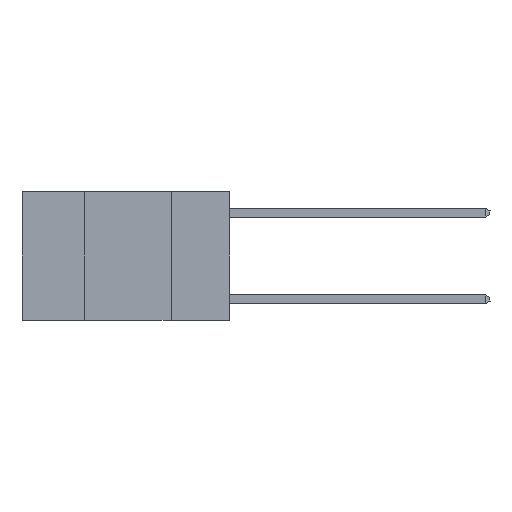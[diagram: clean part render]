
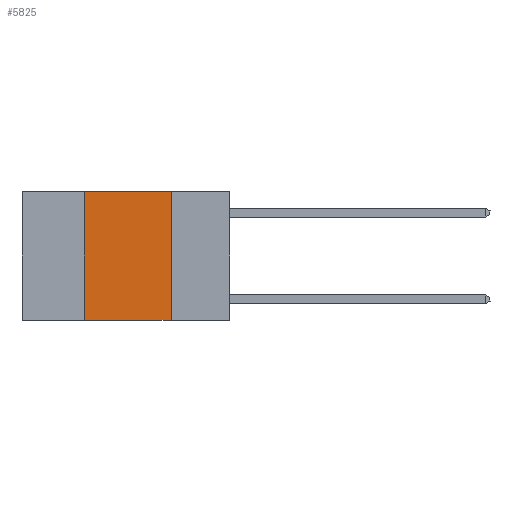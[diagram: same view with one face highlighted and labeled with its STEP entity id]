
A CAD part, left-side view. The second image highlights one B-rep face of the part: STEP entity #5825.
In plain terms, the highlighted planar face has unit normal (-1, 0, 0).
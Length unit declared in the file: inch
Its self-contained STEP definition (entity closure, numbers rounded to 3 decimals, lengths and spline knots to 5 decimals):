
#1085 = DIRECTION ( 'NONE',  ( 0., 0., -1. ) ) ;
#2187 = VERTEX_POINT ( 'NONE', #12360 ) ;
#3125 = DIRECTION ( 'NONE',  ( 0., 0., -1. ) ) ;
#4167 = ORIENTED_EDGE ( 'NONE', *, *, #15722, .F. ) ;
#4271 = CARTESIAN_POINT ( 'NONE',  ( 0., 0.6, -0.37 ) ) ;
#4360 = EDGE_LOOP ( 'NONE', ( #17584, #4167, #15680, #7721 ) ) ;
#4498 = EDGE_CURVE ( 'NONE', #11454, #2187, #7783, .T. ) ;
#5816 = LINE ( 'NONE', #4271, #9111 ) ;
#5825 = ADVANCED_FACE ( 'NONE', ( #11326 ), #6219, .F. ) ;
#6219 = PLANE ( 'NONE',  #21289 ) ;
#6960 = VECTOR ( 'NONE', #18258, 39.37008 ) ;
#7721 = ORIENTED_EDGE ( 'NONE', *, *, #16025, .T. ) ;
#7783 = LINE ( 'NONE', #16331, #17365 ) ;
#9111 = VECTOR ( 'NONE', #19577, 39.37008 ) ;
#9674 = CARTESIAN_POINT ( 'NONE',  ( 0., 0.17, 0. ) ) ;
#11204 = CARTESIAN_POINT ( 'NONE',  ( 0., 0.6, 0. ) ) ;
#11326 = FACE_OUTER_BOUND ( 'NONE', #4360, .T. ) ;
#11367 = CARTESIAN_POINT ( 'NONE',  ( 0., 0.17, 0. ) ) ;
#11454 = VERTEX_POINT ( 'NONE', #19788 ) ;
#11723 = CARTESIAN_POINT ( 'NONE',  ( 0., 0.6, 0. ) ) ;
#12360 = CARTESIAN_POINT ( 'NONE',  ( 0., 0.42, 0. ) ) ;
#14330 = CARTESIAN_POINT ( 'NONE',  ( 0., 0.17, -0.37 ) ) ;
#14594 = LINE ( 'NONE', #11367, #18725 ) ;
#15266 = LINE ( 'NONE', #11723, #6960 ) ;
#15680 = ORIENTED_EDGE ( 'NONE', *, *, #4498, .F. ) ;
#15722 = EDGE_CURVE ( 'NONE', #2187, #17772, #15266, .T. ) ;
#16025 = EDGE_CURVE ( 'NONE', #11454, #16487, #5816, .T. ) ;
#16331 = CARTESIAN_POINT ( 'NONE',  ( 0., 0.42, 0. ) ) ;
#16487 = VERTEX_POINT ( 'NONE', #14330 ) ;
#17365 = VECTOR ( 'NONE', #18305, 39.37008 ) ;
#17375 = EDGE_CURVE ( 'NONE', #17772, #16487, #14594, .T. ) ;
#17584 = ORIENTED_EDGE ( 'NONE', *, *, #17375, .F. ) ;
#17772 = VERTEX_POINT ( 'NONE', #9674 ) ;
#18258 = DIRECTION ( 'NONE',  ( 0., -1., 0. ) ) ;
#18305 = DIRECTION ( 'NONE',  ( 0., 0., 1. ) ) ;
#18725 = VECTOR ( 'NONE', #1085, 39.37008 ) ;
#19577 = DIRECTION ( 'NONE',  ( 0., -1., 0. ) ) ;
#19788 = CARTESIAN_POINT ( 'NONE',  ( 0., 0.42, -0.37 ) ) ;
#21289 = AXIS2_PLACEMENT_3D ( 'NONE', #11204, #21419, #3125 ) ;
#21419 = DIRECTION ( 'NONE',  ( 1., 0., 0. ) ) ;
